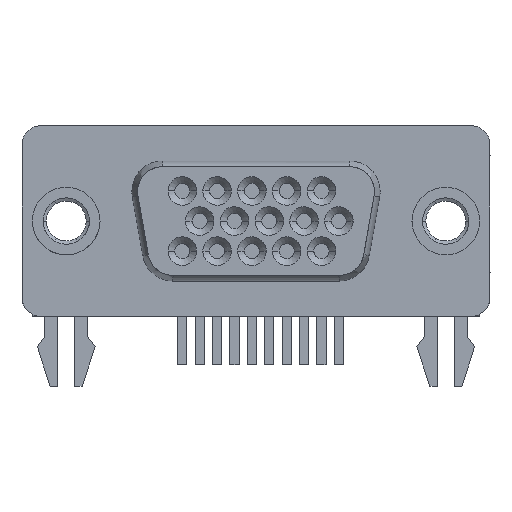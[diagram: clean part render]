
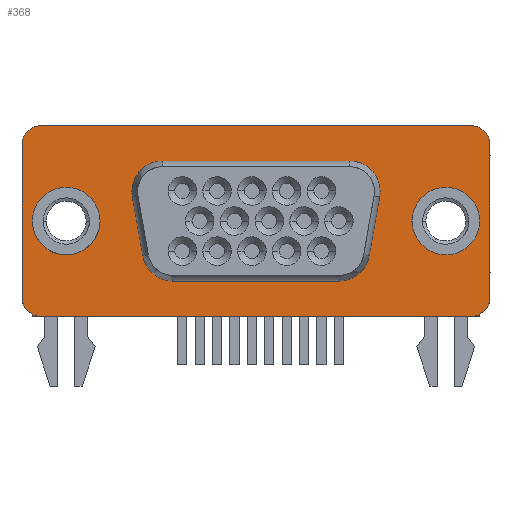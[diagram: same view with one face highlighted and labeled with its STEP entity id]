
A CAD part, front view. The second image highlights one B-rep face of the part: STEP entity #368.
In plain terms, the highlighted planar face has unit normal (0, -1, 0).
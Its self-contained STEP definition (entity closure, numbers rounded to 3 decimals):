
#183=AXIS2_PLACEMENT_3D('Circle Axis2P3D',#181,#182,$) ;
#196=AXIS2_PLACEMENT_3D('Plane Axis2P3D',#193,#194,#195) ;
#200=AXIS2_PLACEMENT_3D('Circle Axis2P3D',#198,#199,$) ;
#216=AXIS2_PLACEMENT_3D('Circle Axis2P3D',#214,#215,$) ;
#230=AXIS2_PLACEMENT_3D('Circle Axis2P3D',#228,#229,$) ;
#244=AXIS2_PLACEMENT_3D('Circle Axis2P3D',#242,#243,$) ;
#270=AXIS2_PLACEMENT_3D('Circle Axis2P3D',#268,#269,$) ;
#279=AXIS2_PLACEMENT_3D('Circle Axis2P3D',#277,#278,$) ;
#297=AXIS2_PLACEMENT_3D('Circle Axis2P3D',#295,#296,$) ;
#311=AXIS2_PLACEMENT_3D('Circle Axis2P3D',#309,#310,$) ;
#318=AXIS2_PLACEMENT_3D('Circle Axis2P3D',#316,#317,$) ;
#332=AXIS2_PLACEMENT_3D('Circle Axis2P3D',#330,#331,$) ;
#339=AXIS2_PLACEMENT_3D('Circle Axis2P3D',#337,#338,$) ;
#353=AXIS2_PLACEMENT_3D('Circle Axis2P3D',#351,#352,$) ;
#49=CARTESIAN_POINT('Vertex',(0.685,5.8,10.875)) ;
#53=CARTESIAN_POINT('Control Point',(0.685,5.8,10.875)) ;
#54=CARTESIAN_POINT('Control Point',(0.685,5.8,10.176)) ;
#55=CARTESIAN_POINT('Control Point',(0.959,5.8,9.477)) ;
#56=CARTESIAN_POINT('Control Point',(1.512,5.8,8.924)) ;
#57=CARTESIAN_POINT('Control Point',(2.91,5.8,8.376)) ;
#58=CARTESIAN_POINT('Control Point',(4.308,5.8,8.924)) ;
#59=CARTESIAN_POINT('Control Point',(4.861,5.8,9.477)) ;
#60=CARTESIAN_POINT('Control Point',(5.135,5.8,10.176)) ;
#61=CARTESIAN_POINT('Control Point',(5.135,5.8,10.875)) ;
#62=CARTESIAN_POINT('Vertex',(5.135,5.8,10.875)) ;
#181=CARTESIAN_POINT('Axis2P3D Location',(2.91,5.8,10.875)) ;
#193=CARTESIAN_POINT('Axis2P3D Location',(1.25,5.8,5.85)) ;
#198=CARTESIAN_POINT('Axis2P3D Location',(1.25,5.8,5.85)) ;
#202=CARTESIAN_POINT('Vertex',(0.,5.8,5.85)) ;
#204=CARTESIAN_POINT('Vertex',(1.25,5.8,4.6)) ;
#207=CARTESIAN_POINT('Line Origine',(15.405,5.8,4.6)) ;
#211=CARTESIAN_POINT('Vertex',(29.56,5.8,4.6)) ;
#214=CARTESIAN_POINT('Axis2P3D Location',(29.56,5.8,5.85)) ;
#218=CARTESIAN_POINT('Vertex',(30.81,5.8,5.85)) ;
#221=CARTESIAN_POINT('Line Origine',(30.81,5.8,10.875)) ;
#225=CARTESIAN_POINT('Vertex',(30.81,5.8,15.9)) ;
#228=CARTESIAN_POINT('Axis2P3D Location',(29.56,5.8,15.9)) ;
#232=CARTESIAN_POINT('Vertex',(29.56,5.8,17.15)) ;
#235=CARTESIAN_POINT('Line Origine',(15.405,5.8,17.15)) ;
#239=CARTESIAN_POINT('Vertex',(1.25,5.8,17.15)) ;
#242=CARTESIAN_POINT('Axis2P3D Location',(1.25,5.8,15.9)) ;
#246=CARTESIAN_POINT('Vertex',(0.,5.8,15.9)) ;
#249=CARTESIAN_POINT('Line Origine',(0.,5.8,10.875)) ;
#268=CARTESIAN_POINT('Axis2P3D Location',(27.9,5.8,10.875)) ;
#272=CARTESIAN_POINT('Vertex',(30.125,5.8,10.875)) ;
#274=CARTESIAN_POINT('Vertex',(25.675,5.8,10.875)) ;
#277=CARTESIAN_POINT('Axis2P3D Location',(27.9,5.8,10.875)) ;
#286=CARTESIAN_POINT('Line Origine',(15.405,5.8,6.925)) ;
#290=CARTESIAN_POINT('Vertex',(9.918,5.8,6.925)) ;
#292=CARTESIAN_POINT('Vertex',(20.892,5.8,6.925)) ;
#295=CARTESIAN_POINT('Axis2P3D Location',(9.918,5.8,8.925)) ;
#299=CARTESIAN_POINT('Vertex',(7.948,5.8,8.578)) ;
#302=CARTESIAN_POINT('Line Origine',(7.604,5.8,10.528)) ;
#306=CARTESIAN_POINT('Vertex',(7.26,5.8,12.478)) ;
#309=CARTESIAN_POINT('Axis2P3D Location',(9.23,5.8,12.825)) ;
#313=CARTESIAN_POINT('Vertex',(7.23,5.8,12.825)) ;
#316=CARTESIAN_POINT('Axis2P3D Location',(9.23,5.8,12.825)) ;
#320=CARTESIAN_POINT('Vertex',(9.23,5.8,14.825)) ;
#323=CARTESIAN_POINT('Line Origine',(15.405,5.8,14.825)) ;
#327=CARTESIAN_POINT('Vertex',(21.58,5.8,14.825)) ;
#330=CARTESIAN_POINT('Axis2P3D Location',(21.58,5.8,12.825)) ;
#334=CARTESIAN_POINT('Vertex',(23.58,5.8,12.825)) ;
#337=CARTESIAN_POINT('Axis2P3D Location',(21.58,5.8,12.825)) ;
#341=CARTESIAN_POINT('Vertex',(23.55,5.8,12.478)) ;
#344=CARTESIAN_POINT('Line Origine',(23.206,5.8,10.528)) ;
#348=CARTESIAN_POINT('Vertex',(22.862,5.8,8.578)) ;
#351=CARTESIAN_POINT('Axis2P3D Location',(20.892,5.8,8.925)) ;
#182=DIRECTION('Axis2P3D Direction',(0.,-1.,0.)) ;
#194=DIRECTION('Axis2P3D Direction',(0.,-1.,0.)) ;
#195=DIRECTION('Axis2P3D XDirection',(1.,0.,0.)) ;
#199=DIRECTION('Axis2P3D Direction',(0.,-1.,0.)) ;
#208=DIRECTION('Vector Direction',(1.,0.,0.)) ;
#215=DIRECTION('Axis2P3D Direction',(0.,-1.,0.)) ;
#222=DIRECTION('Vector Direction',(0.,0.,1.)) ;
#229=DIRECTION('Axis2P3D Direction',(0.,-1.,0.)) ;
#236=DIRECTION('Vector Direction',(-1.,0.,0.)) ;
#243=DIRECTION('Axis2P3D Direction',(0.,-1.,0.)) ;
#250=DIRECTION('Vector Direction',(0.,0.,-1.)) ;
#269=DIRECTION('Axis2P3D Direction',(0.,-1.,0.)) ;
#278=DIRECTION('Axis2P3D Direction',(0.,-1.,0.)) ;
#287=DIRECTION('Vector Direction',(1.,0.,0.)) ;
#296=DIRECTION('Axis2P3D Direction',(0.,-1.,0.)) ;
#303=DIRECTION('Vector Direction',(0.174,0.,-0.985)) ;
#310=DIRECTION('Axis2P3D Direction',(0.,-1.,0.)) ;
#317=DIRECTION('Axis2P3D Direction',(0.,-1.,0.)) ;
#324=DIRECTION('Vector Direction',(-1.,0.,0.)) ;
#331=DIRECTION('Axis2P3D Direction',(0.,-1.,0.)) ;
#338=DIRECTION('Axis2P3D Direction',(0.,-1.,0.)) ;
#345=DIRECTION('Vector Direction',(0.174,0.,0.985)) ;
#352=DIRECTION('Axis2P3D Direction',(0.,-1.,0.)) ;
#209=VECTOR('Line Direction',#208,1.) ;
#223=VECTOR('Line Direction',#222,1.) ;
#237=VECTOR('Line Direction',#236,1.) ;
#251=VECTOR('Line Direction',#250,1.) ;
#288=VECTOR('Line Direction',#287,1.) ;
#304=VECTOR('Line Direction',#303,1.) ;
#325=VECTOR('Line Direction',#324,1.) ;
#346=VECTOR('Line Direction',#345,1.) ;
#255=ORIENTED_EDGE('',*,*,#206,.T.) ;
#256=ORIENTED_EDGE('',*,*,#213,.T.) ;
#257=ORIENTED_EDGE('',*,*,#220,.T.) ;
#258=ORIENTED_EDGE('',*,*,#227,.T.) ;
#259=ORIENTED_EDGE('',*,*,#234,.T.) ;
#260=ORIENTED_EDGE('',*,*,#241,.T.) ;
#261=ORIENTED_EDGE('',*,*,#248,.T.) ;
#262=ORIENTED_EDGE('',*,*,#253,.T.) ;
#265=ORIENTED_EDGE('',*,*,#185,.F.) ;
#266=ORIENTED_EDGE('',*,*,#64,.F.) ;
#283=ORIENTED_EDGE('',*,*,#276,.F.) ;
#284=ORIENTED_EDGE('',*,*,#281,.F.) ;
#357=ORIENTED_EDGE('',*,*,#294,.F.) ;
#358=ORIENTED_EDGE('',*,*,#301,.F.) ;
#359=ORIENTED_EDGE('',*,*,#308,.F.) ;
#360=ORIENTED_EDGE('',*,*,#315,.F.) ;
#361=ORIENTED_EDGE('',*,*,#322,.F.) ;
#362=ORIENTED_EDGE('',*,*,#329,.F.) ;
#363=ORIENTED_EDGE('',*,*,#336,.F.) ;
#364=ORIENTED_EDGE('',*,*,#343,.F.) ;
#365=ORIENTED_EDGE('',*,*,#350,.F.) ;
#366=ORIENTED_EDGE('',*,*,#355,.F.) ;
#267=FACE_BOUND('',#264,.T.) ;
#285=FACE_BOUND('',#282,.T.) ;
#367=FACE_BOUND('',#356,.T.) ;
#368=ADVANCED_FACE('Cut-Extrude3',(#263,#267,#285,#367),#197,.T.) ;
#52=B_SPLINE_CURVE_WITH_KNOTS('',5,(#53,#54,#55,#56,#57,#58,#59,#60,#61),.UNSPECIFIED.,.F.,.U.,(6,3,6),(-3.495,0.,3.495),.UNSPECIFIED.) ;
#184=CIRCLE('generated circle',#183,2.225) ;
#201=CIRCLE('generated circle',#200,1.25) ;
#217=CIRCLE('generated circle',#216,1.25) ;
#231=CIRCLE('generated circle',#230,1.25) ;
#245=CIRCLE('generated circle',#244,1.25) ;
#271=CIRCLE('generated circle',#270,2.225) ;
#280=CIRCLE('generated circle',#279,2.225) ;
#298=CIRCLE('generated circle',#297,2.) ;
#312=CIRCLE('generated circle',#311,2.) ;
#319=CIRCLE('generated circle',#318,2.) ;
#333=CIRCLE('generated circle',#332,2.) ;
#340=CIRCLE('generated circle',#339,2.) ;
#354=CIRCLE('generated circle',#353,2.) ;
#64=EDGE_CURVE('',#50,#63,#52,.T.) ;
#185=EDGE_CURVE('',#63,#50,#184,.T.) ;
#206=EDGE_CURVE('',#203,#205,#201,.T.) ;
#213=EDGE_CURVE('',#205,#212,#210,.T.) ;
#220=EDGE_CURVE('',#212,#219,#217,.T.) ;
#227=EDGE_CURVE('',#219,#226,#224,.T.) ;
#234=EDGE_CURVE('',#226,#233,#231,.T.) ;
#241=EDGE_CURVE('',#233,#240,#238,.T.) ;
#248=EDGE_CURVE('',#240,#247,#245,.T.) ;
#253=EDGE_CURVE('',#247,#203,#252,.T.) ;
#276=EDGE_CURVE('',#273,#275,#271,.T.) ;
#281=EDGE_CURVE('',#275,#273,#280,.T.) ;
#294=EDGE_CURVE('',#291,#293,#289,.T.) ;
#301=EDGE_CURVE('',#300,#291,#298,.T.) ;
#308=EDGE_CURVE('',#307,#300,#305,.T.) ;
#315=EDGE_CURVE('',#314,#307,#312,.T.) ;
#322=EDGE_CURVE('',#321,#314,#319,.T.) ;
#329=EDGE_CURVE('',#328,#321,#326,.T.) ;
#336=EDGE_CURVE('',#335,#328,#333,.T.) ;
#343=EDGE_CURVE('',#342,#335,#340,.T.) ;
#350=EDGE_CURVE('',#349,#342,#347,.T.) ;
#355=EDGE_CURVE('',#293,#349,#354,.T.) ;
#254=EDGE_LOOP('',(#255,#256,#257,#258,#259,#260,#261,#262)) ;
#264=EDGE_LOOP('',(#265,#266)) ;
#282=EDGE_LOOP('',(#283,#284)) ;
#356=EDGE_LOOP('',(#357,#358,#359,#360,#361,#362,#363,#364,#365,#366)) ;
#263=FACE_OUTER_BOUND('',#254,.T.) ;
#210=LINE('Line',#207,#209) ;
#224=LINE('Line',#221,#223) ;
#238=LINE('Line',#235,#237) ;
#252=LINE('Line',#249,#251) ;
#289=LINE('Line',#286,#288) ;
#305=LINE('Line',#302,#304) ;
#326=LINE('Line',#323,#325) ;
#347=LINE('Line',#344,#346) ;
#197=PLANE('',#196) ;
#50=VERTEX_POINT('',#49) ;
#63=VERTEX_POINT('',#62) ;
#203=VERTEX_POINT('',#202) ;
#205=VERTEX_POINT('',#204) ;
#212=VERTEX_POINT('',#211) ;
#219=VERTEX_POINT('',#218) ;
#226=VERTEX_POINT('',#225) ;
#233=VERTEX_POINT('',#232) ;
#240=VERTEX_POINT('',#239) ;
#247=VERTEX_POINT('',#246) ;
#273=VERTEX_POINT('',#272) ;
#275=VERTEX_POINT('',#274) ;
#291=VERTEX_POINT('',#290) ;
#293=VERTEX_POINT('',#292) ;
#300=VERTEX_POINT('',#299) ;
#307=VERTEX_POINT('',#306) ;
#314=VERTEX_POINT('',#313) ;
#321=VERTEX_POINT('',#320) ;
#328=VERTEX_POINT('',#327) ;
#335=VERTEX_POINT('',#334) ;
#342=VERTEX_POINT('',#341) ;
#349=VERTEX_POINT('',#348) ;
